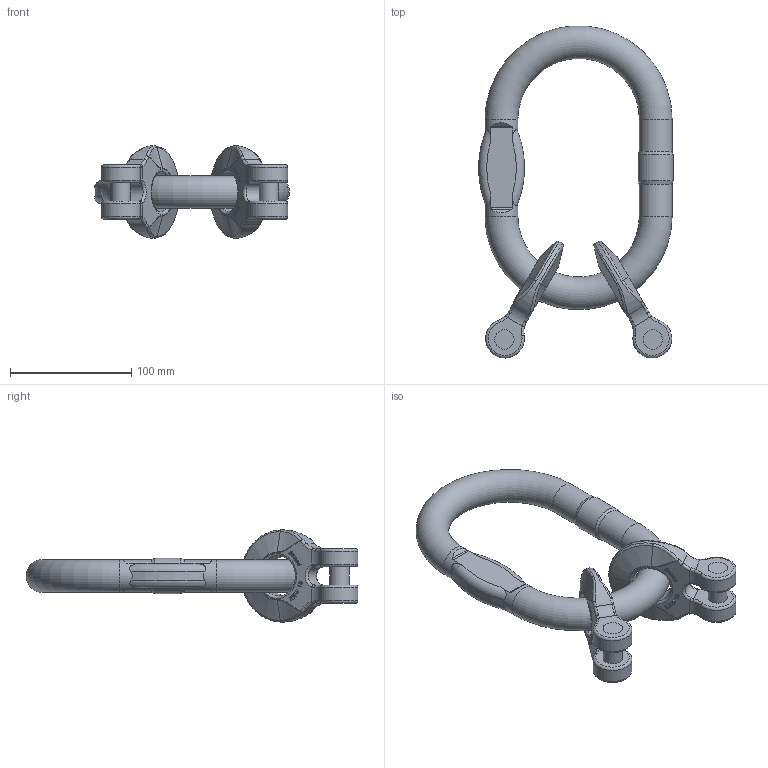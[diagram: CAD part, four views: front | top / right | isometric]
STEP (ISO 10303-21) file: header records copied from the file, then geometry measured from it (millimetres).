
FILE_DESCRIPTION(/* description */ (''),/* implementation_level */ '2;1');
FILE_NAME(/* name */ 'pewag_KAGW_2-13',/* time_stamp */ '2010-03-01T14:49:05+01:00',/* author */ (''),/* organization */ (''),/* preprocessor_version */ 'ST-DEVELOPER v9',/* originating_system */ 'UGS - NX 4.0',/* authorisation */ '');
FILE_SCHEMA (('AUTOMOTIVE_DESIGN { 1 0 10303 214 1 1 1 1 }'));
Length unit declared in the file: millimetre
Products named in the file (1): ritC3FElcw3
Bounding box: 160.35 x 273.47 x 76 mm (x, y, z)
Volume: 479568.8 mm3; surface area: 88697 mm2
Topology: 5 solids, 5 shells, 551 faces, 1441 edges, 920 vertices
Faces by surface type: plane 198, extrusion 186, bspline 64, torus 54, cylinder 39, sphere 8, cone 2
Full cylindrical faces by diameter (mm): 16 x6, 27 x4, 29.025 x1, 33 x2
Entity records: 20575 total; most frequent: CARTESIAN_POINT 8532, ORIENTED_EDGE 2808, DIRECTION 1752, EDGE_CURVE 1404, VERTEX_POINT 912, B_SPLINE_CURVE_WITH_KNOTS 848, VECTOR 708, EDGE_LOOP 614
